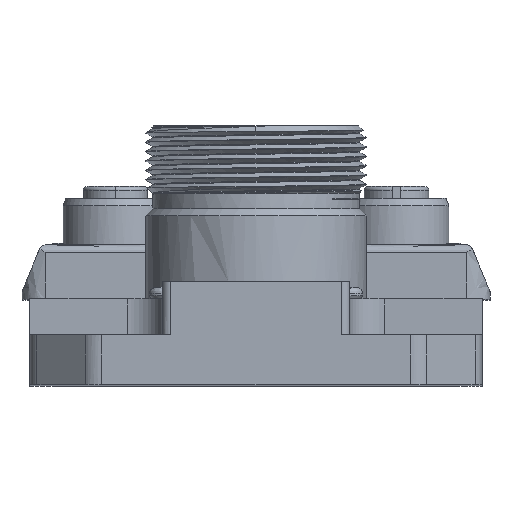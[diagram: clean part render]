
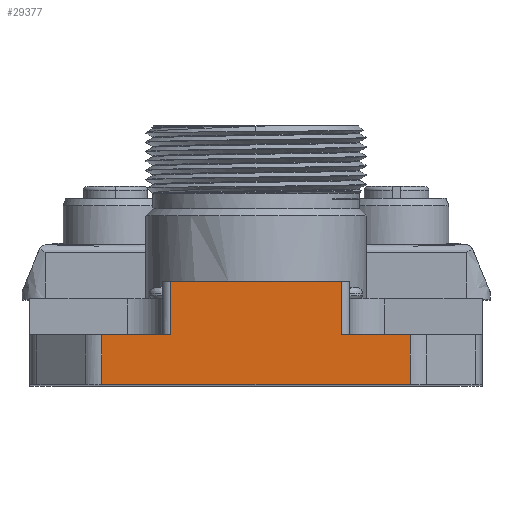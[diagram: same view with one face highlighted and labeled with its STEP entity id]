
A CAD part, top view. The second image highlights one B-rep face of the part: STEP entity #29377.
In plain terms, the highlighted free-form (B-spline) face has degree [1, 1] with [2, 2] control points.
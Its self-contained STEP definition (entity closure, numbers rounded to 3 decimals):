
#10524=CARTESIAN_POINT('',(-11.,13.2,0.));
#10525=VERTEX_POINT('',#10524);
#10532=CARTESIAN_POINT('',(11.,13.2,0.));
#10533=VERTEX_POINT('',#10532);
#10534=CARTESIAN_POINT('',(-11.,13.2,0.));
#10535=CARTESIAN_POINT('',(11.,13.2,0.));
#10536=B_SPLINE_CURVE_WITH_KNOTS('',1,(#10534,#10535),.POLYLINE_FORM.,.F.,.U.,(2,2),(0.,1.),.UNSPECIFIED.);
#10537=EDGE_CURVE('',#10525,#10533,#10536,.T.);
#11132=CARTESIAN_POINT('',(-19.791,6.4,0.));
#11133=VERTEX_POINT('',#11132);
#11140=CARTESIAN_POINT('',(-11.,6.4,0.));
#11141=VERTEX_POINT('',#11140);
#11142=CARTESIAN_POINT('',(-19.791,6.4,0.));
#11143=CARTESIAN_POINT('',(-11.,6.4,0.));
#11144=B_SPLINE_CURVE_WITH_KNOTS('',1,(#11142,#11143),.POLYLINE_FORM.,.F.,.U.,(2,2),(0.,1.),.UNSPECIFIED.);
#11145=EDGE_CURVE('',#11133,#11141,#11144,.T.);
#11276=CARTESIAN_POINT('',(19.791,6.4,0.));
#11277=VERTEX_POINT('',#11276);
#11323=CARTESIAN_POINT('',(11.,6.4,0.));
#11324=VERTEX_POINT('',#11323);
#11331=CARTESIAN_POINT('',(11.,6.4,0.));
#11332=CARTESIAN_POINT('',(19.791,6.4,0.));
#11333=B_SPLINE_CURVE_WITH_KNOTS('',1,(#11331,#11332),.POLYLINE_FORM.,.F.,.U.,(2,2),(0.,1.),.UNSPECIFIED.);
#11334=EDGE_CURVE('',#11324,#11277,#11333,.T.);
#29338=CARTESIAN_POINT('',(20.862,-14.262,0.));
#29339=CARTESIAN_POINT('',(-20.862,-14.262,0.));
#29340=CARTESIAN_POINT('',(20.862,27.462,0.));
#29341=CARTESIAN_POINT('',(-20.862,27.462,0.));
#29342=B_SPLINE_SURFACE_WITH_KNOTS('',1,1,((#29338,#29339),(#29340,#29341)),.PLANE_SURF.,.F.,.F.,.U.,(2,2),(2,2),(0.,1.),(0.,1.),.UNSPECIFIED.);
#29343=ORIENTED_EDGE('',*,*,#10537,.F.);
#29344=CARTESIAN_POINT('',(-11.,13.2,0.));
#29345=CARTESIAN_POINT('',(-11.,6.4,0.));
#29346=B_SPLINE_CURVE_WITH_KNOTS('',1,(#29344,#29345),.POLYLINE_FORM.,.F.,.U.,(2,2),(0.,1.),.UNSPECIFIED.);
#29347=EDGE_CURVE('',#10525,#11141,#29346,.T.);
#29348=ORIENTED_EDGE('',*,*,#29347,.T.);
#29349=ORIENTED_EDGE('',*,*,#11145,.F.);
#29350=CARTESIAN_POINT('',(-19.791,0.,0.));
#29351=VERTEX_POINT('',#29350);
#29352=CARTESIAN_POINT('',(-19.791,6.4,0.));
#29353=CARTESIAN_POINT('',(-19.791,0.,0.));
#29354=B_SPLINE_CURVE_WITH_KNOTS('',1,(#29352,#29353),.POLYLINE_FORM.,.F.,.U.,(2,2),(0.,1.),.UNSPECIFIED.);
#29355=EDGE_CURVE('',#11133,#29351,#29354,.T.);
#29356=ORIENTED_EDGE('',*,*,#29355,.T.);
#29357=CARTESIAN_POINT('',(19.791,0.,0.));
#29358=VERTEX_POINT('',#29357);
#29359=CARTESIAN_POINT('',(19.791,0.,0.));
#29360=CARTESIAN_POINT('',(-19.791,0.,0.));
#29361=B_SPLINE_CURVE_WITH_KNOTS('',1,(#29359,#29360),.POLYLINE_FORM.,.F.,.U.,(2,2),(0.,1.),.UNSPECIFIED.);
#29362=EDGE_CURVE('',#29358,#29351,#29361,.T.);
#29363=ORIENTED_EDGE('',*,*,#29362,.F.);
#29364=CARTESIAN_POINT('',(19.791,0.,0.));
#29365=CARTESIAN_POINT('',(19.791,6.4,0.));
#29366=B_SPLINE_CURVE_WITH_KNOTS('',1,(#29364,#29365),.POLYLINE_FORM.,.F.,.U.,(2,2),(0.,1.),.UNSPECIFIED.);
#29367=EDGE_CURVE('',#29358,#11277,#29366,.T.);
#29368=ORIENTED_EDGE('',*,*,#29367,.T.);
#29369=ORIENTED_EDGE('',*,*,#11334,.F.);
#29370=CARTESIAN_POINT('',(11.,6.4,0.));
#29371=CARTESIAN_POINT('',(11.,13.2,0.));
#29372=B_SPLINE_CURVE_WITH_KNOTS('',1,(#29370,#29371),.POLYLINE_FORM.,.F.,.U.,(2,2),(0.,1.),.UNSPECIFIED.);
#29373=EDGE_CURVE('',#11324,#10533,#29372,.T.);
#29374=ORIENTED_EDGE('',*,*,#29373,.T.);
#29375=EDGE_LOOP('',(#29343,#29348,#29349,#29356,#29363,#29368,#29369,#29374));
#29376=FACE_OUTER_BOUND('',#29375,.T.);
#29377=ADVANCED_FACE('',(#29376),#29342,.T.);
